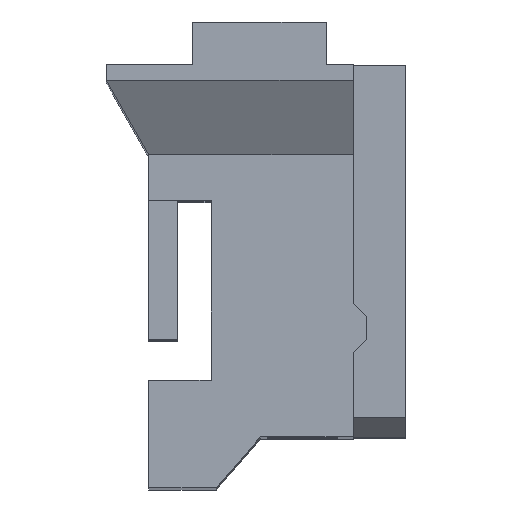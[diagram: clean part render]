
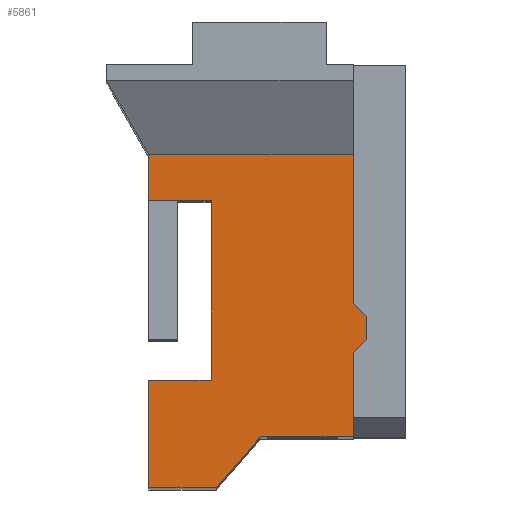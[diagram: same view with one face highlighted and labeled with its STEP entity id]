
A CAD part, top view. The second image highlights one B-rep face of the part: STEP entity #5861.
In plain terms, the highlighted planar face has unit normal (0, 0, 1).
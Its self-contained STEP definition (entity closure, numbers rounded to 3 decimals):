
#154=CARTESIAN_POINT('',(-1.615,4.318,10.265));
#155=VERTEX_POINT('',#154);
#162=CARTESIAN_POINT('',(-1.615,5.004,10.265));
#163=VERTEX_POINT('',#162);
#164=CARTESIAN_POINT('',(-1.615,5.004,10.265));
#165=DIRECTION('',(0.0,-1.0,0.0));
#166=VECTOR('',#165,1.0);
#167=LINE('',#164,#166);
#168=EDGE_CURVE('n� 694',#163,#155,#167,.T.);
#4307=CARTESIAN_POINT('',(-0.595,0.0,10.265));
#4308=VERTEX_POINT('',#4307);
#4315=CARTESIAN_POINT('',(-1.615,0.0,10.265));
#4316=VERTEX_POINT('',#4315);
#4317=CARTESIAN_POINT('',(-2.25,0.0,10.265));
#4318=DIRECTION('',(1.0,0.0,0.0));
#4319=VECTOR('',#4318,1.0);
#4320=LINE('',#4317,#4319);
#4321=EDGE_CURVE('n� 783',#4316,#4308,#4320,.T.);
#4345=CARTESIAN_POINT('',(0.066,0.762,10.265));
#4346=VERTEX_POINT('',#4345);
#4353=CARTESIAN_POINT('',(-0.595,0.0,10.265));
#4354=DIRECTION('',(0.655,0.756,0.0));
#4355=VECTOR('',#4354,1.0);
#4356=LINE('',#4353,#4355);
#4357=EDGE_CURVE('n� 766',#4308,#4346,#4356,.T.);
#4674=CARTESIAN_POINT('',(1.463,0.762,10.265));
#4675=VERTEX_POINT('',#4674);
#4684=CARTESIAN_POINT('',(0.066,0.762,10.265));
#4685=DIRECTION('',(1.0,0.0,0.0));
#4686=VECTOR('',#4685,1.0);
#4687=LINE('',#4684,#4686);
#4688=EDGE_CURVE('n� 767',#4346,#4675,#4687,.T.);
#5103=CARTESIAN_POINT('',(-1.615,1.613,10.265));
#5104=VERTEX_POINT('',#5103);
#5105=CARTESIAN_POINT('',(-1.615,5.004,10.265));
#5106=DIRECTION('',(0.0,-1.0,0.0));
#5107=VECTOR('',#5106,1.0);
#5108=LINE('',#5105,#5107);
#5109=EDGE_CURVE('n� 3711',#5104,#4316,#5108,.T.);
#5764=CARTESIAN_POINT('',(1.463,5.004,10.265));
#5765=VERTEX_POINT('',#5764);
#5766=CARTESIAN_POINT('',(-2.25,5.004,10.265));
#5767=DIRECTION('',(1.0,0.0,0.0));
#5768=VECTOR('',#5767,1.0);
#5769=LINE('',#5766,#5768);
#5770=EDGE_CURVE('n� 782',#163,#5765,#5769,.T.);
#5788=CARTESIAN_POINT('',(-0.675,1.613,10.265));
#5789=VERTEX_POINT('',#5788);
#5790=CARTESIAN_POINT('',(-0.675,4.318,10.265));
#5791=VERTEX_POINT('',#5790);
#5792=CARTESIAN_POINT('',(-0.675,4.318,10.265));
#5793=DIRECTION('',(0.0,1.0,0.0));
#5794=VECTOR('',#5793,1.0);
#5795=LINE('',#5792,#5794);
#5796=EDGE_CURVE('n� 3748',#5789,#5791,#5795,.T.);
#5797=ORIENTED_EDGE('',*,*,#5796,.F.);
#5798=CARTESIAN_POINT('',(-0.675,1.613,10.265));
#5799=DIRECTION('',(-1.0,0.0,0.0));
#5800=VECTOR('',#5799,1.0);
#5801=LINE('',#5798,#5800);
#5802=EDGE_CURVE('n� 3739',#5789,#5104,#5801,.T.);
#5803=ORIENTED_EDGE('',*,*,#5802,.T.);
#5804=ORIENTED_EDGE('',*,*,#5109,.T.);
#5805=ORIENTED_EDGE('',*,*,#4321,.T.);
#5806=ORIENTED_EDGE('',*,*,#4357,.T.);
#5807=ORIENTED_EDGE('',*,*,#4688,.T.);
#5808=CARTESIAN_POINT('',(1.463,2.032,10.265));
#5809=VERTEX_POINT('',#5808);
#5810=CARTESIAN_POINT('',(1.463,0.0,10.265));
#5811=DIRECTION('',(0.0,1.0,0.0));
#5812=VECTOR('',#5811,1.0);
#5813=LINE('',#5810,#5812);
#5814=EDGE_CURVE('n� 1562',#4675,#5809,#5813,.T.);
#5815=ORIENTED_EDGE('',*,*,#5814,.T.);
#5816=CARTESIAN_POINT('',(1.666,2.235,10.265));
#5817=VERTEX_POINT('',#5816);
#5818=CARTESIAN_POINT('',(1.463,2.032,10.265));
#5819=DIRECTION('',(0.707,0.707,0.0));
#5820=VECTOR('',#5819,1.0);
#5821=LINE('',#5818,#5820);
#5822=EDGE_CURVE('n� 2940',#5809,#5817,#5821,.T.);
#5823=ORIENTED_EDGE('',*,*,#5822,.T.);
#5824=CARTESIAN_POINT('',(1.666,2.569,10.265));
#5825=VERTEX_POINT('',#5824);
#5826=CARTESIAN_POINT('',(1.666,2.569,10.265));
#5827=DIRECTION('',(0.0,1.0,0.0));
#5828=VECTOR('',#5827,1.0);
#5829=LINE('',#5826,#5828);
#5830=EDGE_CURVE('n� 2943',#5817,#5825,#5829,.T.);
#5831=ORIENTED_EDGE('',*,*,#5830,.T.);
#5832=CARTESIAN_POINT('',(1.463,2.772,10.265));
#5833=VERTEX_POINT('',#5832);
#5834=CARTESIAN_POINT('',(1.463,2.772,10.265));
#5835=DIRECTION('',(-0.707,0.707,0.0));
#5836=VECTOR('',#5835,1.0);
#5837=LINE('',#5834,#5836);
#5838=EDGE_CURVE('n� 2934',#5825,#5833,#5837,.T.);
#5839=ORIENTED_EDGE('',*,*,#5838,.T.);
#5840=CARTESIAN_POINT('',(1.463,0.0,10.265));
#5841=DIRECTION('',(0.0,1.0,0.0));
#5842=VECTOR('',#5841,1.0);
#5843=LINE('',#5840,#5842);
#5844=EDGE_CURVE('n� 2900',#5833,#5765,#5843,.T.);
#5845=ORIENTED_EDGE('',*,*,#5844,.T.);
#5846=ORIENTED_EDGE('',*,*,#5770,.F.);
#5847=ORIENTED_EDGE('',*,*,#168,.T.);
#5848=CARTESIAN_POINT('',(-0.675,4.318,10.265));
#5849=DIRECTION('',(-1.0,0.0,0.0));
#5850=VECTOR('',#5849,1.0);
#5851=LINE('',#5848,#5850);
#5852=EDGE_CURVE('n� 3751',#5791,#155,#5851,.T.);
#5853=ORIENTED_EDGE('',*,*,#5852,.F.);
#5854=EDGE_LOOP('',(
    #5797,#5803,#5804,#5805,#5806,#5807,#5815,#5823,#5831,#5839,
    #5845,#5846,#5847,#5853));
#5855=FACE_OUTER_BOUND('',#5854,.T.);
#5856=CARTESIAN_POINT('',(-2.25,0.0,10.265));
#5857=DIRECTION('',(0.0,0.0,-1.0));
#5858=DIRECTION('',(-1.0,0.0,0.0));
#5859=AXIS2_PLACEMENT_3D('',#5856,#5857,#5858);
#5860=PLANE('',#5859);
#5861=ADVANCED_FACE('n� 851',(#5855),#5860,.F.);
